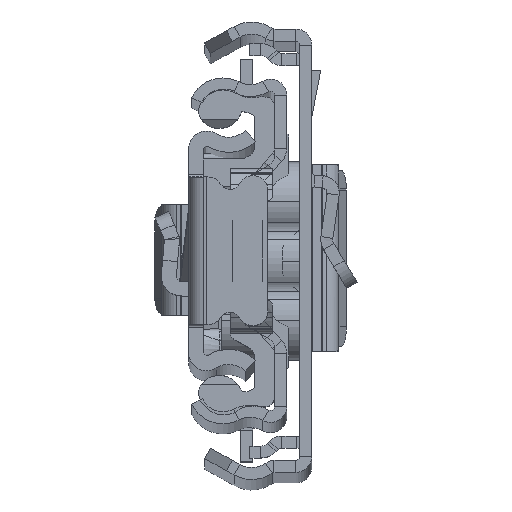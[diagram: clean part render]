
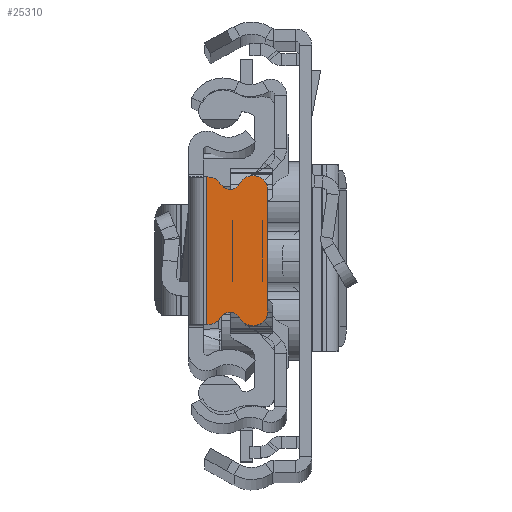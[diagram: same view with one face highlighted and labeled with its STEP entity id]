
A CAD part, top view. The second image highlights one B-rep face of the part: STEP entity #25310.
In plain terms, the highlighted planar face has unit normal (0, 0, 1).
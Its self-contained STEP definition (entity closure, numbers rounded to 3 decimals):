
#346 = DIRECTION ( 'NONE',  ( 1., 0., 0. ) ) ;
#484 = AXIS2_PLACEMENT_3D ( 'NONE', #13600, #24009, #15478 ) ;
#705 = EDGE_CURVE ( 'NONE', #15659, #3579, #2642, .T. ) ;
#910 = CARTESIAN_POINT ( 'NONE',  ( -1.929, 7.37, 0. ) ) ;
#915 = CARTESIAN_POINT ( 'NONE',  ( -7.929, 6., 0. ) ) ;
#976 = DIRECTION ( 'NONE',  ( 0., 0., 1. ) ) ;
#1013 = CARTESIAN_POINT ( 'NONE',  ( -4.142, -7.236, 0. ) ) ;
#1169 = DIRECTION ( 'NONE',  ( -1., 0., 0. ) ) ;
#1460 = CARTESIAN_POINT ( 'NONE',  ( -7.929, -6., 0. ) ) ;
#1618 = ORIENTED_EDGE ( 'NONE', *, *, #25227, .T. ) ;
#1939 = DIRECTION ( 'NONE',  ( 1., 0., 0. ) ) ;
#1991 = EDGE_LOOP ( 'NONE', ( #3451, #17133, #15792, #9191, #12515, #7976, #1618, #14160, #24095, #8385 ) ) ;
#2642 = LINE ( 'NONE', #910, #7084 ) ;
#2775 = LINE ( 'NONE', #14899, #3004 ) ;
#3004 = VECTOR ( 'NONE', #1169, 1000. ) ;
#3451 = ORIENTED_EDGE ( 'NONE', *, *, #16321, .F. ) ;
#3497 = DIRECTION ( 'NONE',  ( 0., -1., 0. ) ) ;
#3579 = VERTEX_POINT ( 'NONE', #16457 ) ;
#3596 = VECTOR ( 'NONE', #22617, 1000. ) ;
#3661 = CARTESIAN_POINT ( 'NONE',  ( -1.929, -7.37, 0. ) ) ;
#5058 = VERTEX_POINT ( 'NONE', #20543 ) ;
#5865 = CIRCLE ( 'NONE', #18206, 1.1 ) ;
#5935 = CARTESIAN_POINT ( 'NONE',  ( -4.142, 7.236, 0. ) ) ;
#6371 = CARTESIAN_POINT ( 'NONE',  ( -1.75, 0., 0. ) ) ;
#6619 = VERTEX_POINT ( 'NONE', #11457 ) ;
#6755 = DIRECTION ( 'NONE',  ( -1., 0., 0. ) ) ;
#7084 = VECTOR ( 'NONE', #9043, 1000. ) ;
#7785 = EDGE_CURVE ( 'NONE', #13803, #14762, #21741, .T. ) ;
#7976 = ORIENTED_EDGE ( 'NONE', *, *, #7785, .T. ) ;
#8038 = CIRCLE ( 'NONE', #10160, 1.5 ) ;
#8316 = CARTESIAN_POINT ( 'NONE',  ( -1.75, -7.37, 0. ) ) ;
#8385 = ORIENTED_EDGE ( 'NONE', *, *, #24499, .F. ) ;
#8929 = VERTEX_POINT ( 'NONE', #17618 ) ;
#9021 = VERTEX_POINT ( 'NONE', #8316 ) ;
#9043 = DIRECTION ( 'NONE',  ( 1., 0., 0. ) ) ;
#9110 = CARTESIAN_POINT ( 'NONE',  ( -1.929, 7.37, 0. ) ) ;
#9191 = ORIENTED_EDGE ( 'NONE', *, *, #19638, .T. ) ;
#10160 = AXIS2_PLACEMENT_3D ( 'NONE', #22715, #18597, #346 ) ;
#10410 = DIRECTION ( 'NONE',  ( 1., 0., 0. ) ) ;
#10877 = DIRECTION ( 'NONE',  ( 0., 0., -1. ) ) ;
#11254 = AXIS2_PLACEMENT_3D ( 'NONE', #12954, #976, #16707 ) ;
#11457 = CARTESIAN_POINT ( 'NONE',  ( -3.206, 6.658, 0. ) ) ;
#11976 = EDGE_CURVE ( 'NONE', #15659, #6619, #21062, .T. ) ;
#12515 = ORIENTED_EDGE ( 'NONE', *, *, #14175, .T. ) ;
#12954 = CARTESIAN_POINT ( 'NONE',  ( -1.929, 5.87, 0. ) ) ;
#13338 = DIRECTION ( 'NONE',  ( -1., 0., 0. ) ) ;
#13600 = CARTESIAN_POINT ( 'NONE',  ( -6.429, -6., 0. ) ) ;
#13803 = VERTEX_POINT ( 'NONE', #915 ) ;
#13891 = CARTESIAN_POINT ( 'NONE',  ( -7.929, -6., 0. ) ) ;
#14160 = ORIENTED_EDGE ( 'NONE', *, *, #18214, .T. ) ;
#14175 = EDGE_CURVE ( 'NONE', #5058, #13803, #25684, .T. ) ;
#14416 = PLANE ( 'NONE',  #25585 ) ;
#14452 = CARTESIAN_POINT ( 'NONE',  ( -5.109, -6.713, 0. ) ) ;
#14762 = VERTEX_POINT ( 'NONE', #1460 ) ;
#14899 = CARTESIAN_POINT ( 'NONE',  ( -1.929, -7.37, 0. ) ) ;
#15459 = VERTEX_POINT ( 'NONE', #14452 ) ;
#15478 = DIRECTION ( 'NONE',  ( 1., 0., 0. ) ) ;
#15659 = VERTEX_POINT ( 'NONE', #9110 ) ;
#15792 = ORIENTED_EDGE ( 'NONE', *, *, #11976, .T. ) ;
#16020 = DIRECTION ( 'NONE',  ( 0., 0., 1. ) ) ;
#16321 = EDGE_CURVE ( 'NONE', #3579, #9021, #16750, .T. ) ;
#16457 = CARTESIAN_POINT ( 'NONE',  ( -1.75, 7.37, 0. ) ) ;
#16707 = DIRECTION ( 'NONE',  ( -1., 0., 0. ) ) ;
#16750 = LINE ( 'NONE', #6371, #3596 ) ;
#17133 = ORIENTED_EDGE ( 'NONE', *, *, #705, .F. ) ;
#17473 = CARTESIAN_POINT ( 'NONE',  ( -6.429, 6., 0. ) ) ;
#17618 = CARTESIAN_POINT ( 'NONE',  ( -3.206, -6.658, 0. ) ) ;
#18206 = AXIS2_PLACEMENT_3D ( 'NONE', #5935, #20183, #1939 ) ;
#18214 = EDGE_CURVE ( 'NONE', #15459, #8929, #19834, .T. ) ;
#18597 = DIRECTION ( 'NONE',  ( 0., 0., 1. ) ) ;
#19638 = EDGE_CURVE ( 'NONE', #6619, #5058, #5865, .T. ) ;
#19834 = CIRCLE ( 'NONE', #21532, 1.1 ) ;
#20183 = DIRECTION ( 'NONE',  ( 0., 0., -1. ) ) ;
#20532 = FACE_OUTER_BOUND ( 'NONE', #1991, .T. ) ;
#20543 = CARTESIAN_POINT ( 'NONE',  ( -5.109, 6.713, 0. ) ) ;
#21062 = CIRCLE ( 'NONE', #11254, 1.5 ) ;
#21532 = AXIS2_PLACEMENT_3D ( 'NONE', #1013, #10877, #6755 ) ;
#21741 = LINE ( 'NONE', #13891, #25933 ) ;
#22005 = CARTESIAN_POINT ( 'NONE',  ( 594.071, 0., 0. ) ) ;
#22322 = EDGE_CURVE ( 'NONE', #8929, #25944, #8038, .T. ) ;
#22596 = CIRCLE ( 'NONE', #484, 1.5 ) ;
#22617 = DIRECTION ( 'NONE',  ( 0., -1., 0. ) ) ;
#22715 = CARTESIAN_POINT ( 'NONE',  ( -1.929, -5.87, 0. ) ) ;
#23475 = DIRECTION ( 'NONE',  ( 0., 0., 1. ) ) ;
#23994 = AXIS2_PLACEMENT_3D ( 'NONE', #17473, #23475, #13338 ) ;
#24009 = DIRECTION ( 'NONE',  ( 0., 0., 1. ) ) ;
#24095 = ORIENTED_EDGE ( 'NONE', *, *, #22322, .T. ) ;
#24499 = EDGE_CURVE ( 'NONE', #9021, #25944, #2775, .T. ) ;
#25227 = EDGE_CURVE ( 'NONE', #14762, #15459, #22596, .T. ) ;
#25310 = ADVANCED_FACE ( 'NONE', ( #20532 ), #14416, .T. ) ;
#25585 = AXIS2_PLACEMENT_3D ( 'NONE', #22005, #16020, #10410 ) ;
#25684 = CIRCLE ( 'NONE', #23994, 1.5 ) ;
#25933 = VECTOR ( 'NONE', #3497, 1000. ) ;
#25944 = VERTEX_POINT ( 'NONE', #3661 ) ;
